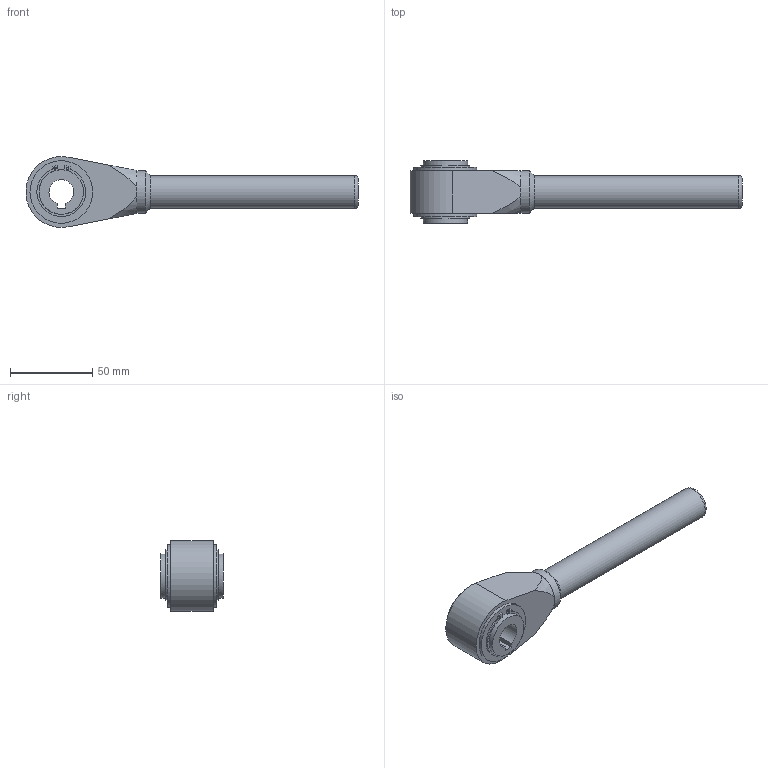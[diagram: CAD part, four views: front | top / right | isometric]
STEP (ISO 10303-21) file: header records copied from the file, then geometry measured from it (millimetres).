
FILE_DESCRIPTION( ( 'STEP AP214' ), '1' );
FILE_NAME( 'K0128.415.stp', '2020-11-25T11:44:46', ( '' ), ( '' ), ' ', 'PARTsolutions', ' ' );
FILE_SCHEMA( ( 'AUTOMOTIVE_DESIGN { 1 0 10303 214 1 1 1 1 }' ) );
Length unit declared in the file: millimetre
Products named in the file (1): _K0128.415
Bounding box: 201.42 x 38 x 42.99 mm (x, y, z)
Volume: 105453.5 mm3; surface area: 20434.5 mm2
Topology: 1 solids, 1 shells, 54 faces, 129 edges, 85 vertices
Faces by surface type: plane 30, cylinder 18, cone 5, torus 1
Full cylindrical faces by diameter (mm): 1.35 x4, 20 x1, 26 x1, 27 x2, 38 x2
Entity records: 2024 total; most frequent: CARTESIAN_POINT 379, DIRECTION 258, ORIENTED_EDGE 220, EDGE_CURVE 110, AXIS2_PLACEMENT_3D 101, VERTEX_POINT 78, EDGE_LOOP 76, FACE_OUTER_BOUND 65
